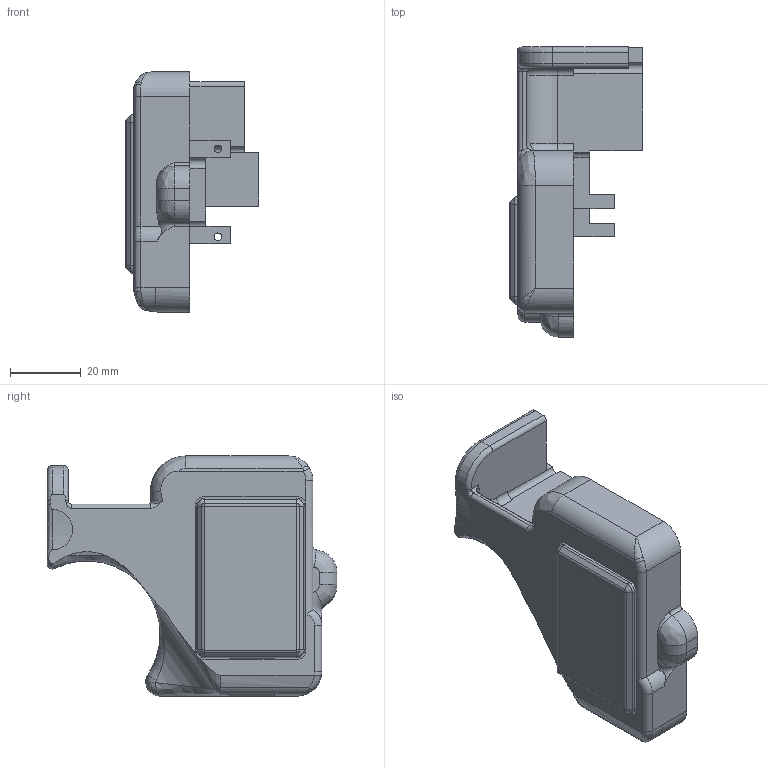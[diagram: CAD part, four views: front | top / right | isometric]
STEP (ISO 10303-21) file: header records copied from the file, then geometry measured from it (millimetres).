
FILE_DESCRIPTION(/* description */ (''),/* implementation_level */ '2;1');
FILE_NAME(/* name */ 'DG-5F-palm-4x6-solid-right.stp',/* time_stamp */ '2026-01-27T13:39:47+09:00',/* author */ ('kolin'),/* organization */ (''),/* preprocessor_version */ 'ST-DEVELOPER v20.1',/* originating_system */ 'Autodesk Inventor 2026',/* authorisation */ '');
FILE_SCHEMA (('AUTOMOTIVE_DESIGN { 1 0 10303 214 3 1 1 }'));
Length unit declared in the file: millimetre
Products named in the file (1): DG-5F-palm-4x6-solid
Bounding box: 37.7 x 82.1 x 68 mm (x, y, z)
Volume: 65201.7 mm3; surface area: 16191.4 mm2
Topology: 1 solids, 1 shells, 202 faces, 538 edges, 341 vertices
Faces by surface type: plane 96, cylinder 51, bspline 37, torus 13, cone 4, sphere 1
Full cylindrical faces by diameter (mm): 2.2 x2
Entity records: 10033 total; most frequent: CARTESIAN_POINT 5169, ORIENTED_EDGE 1072, DIRECTION 915, EDGE_CURVE 536, VERTEX_POINT 341, LINE 305, VECTOR 305, AXIS2_PLACEMENT_3D 305
